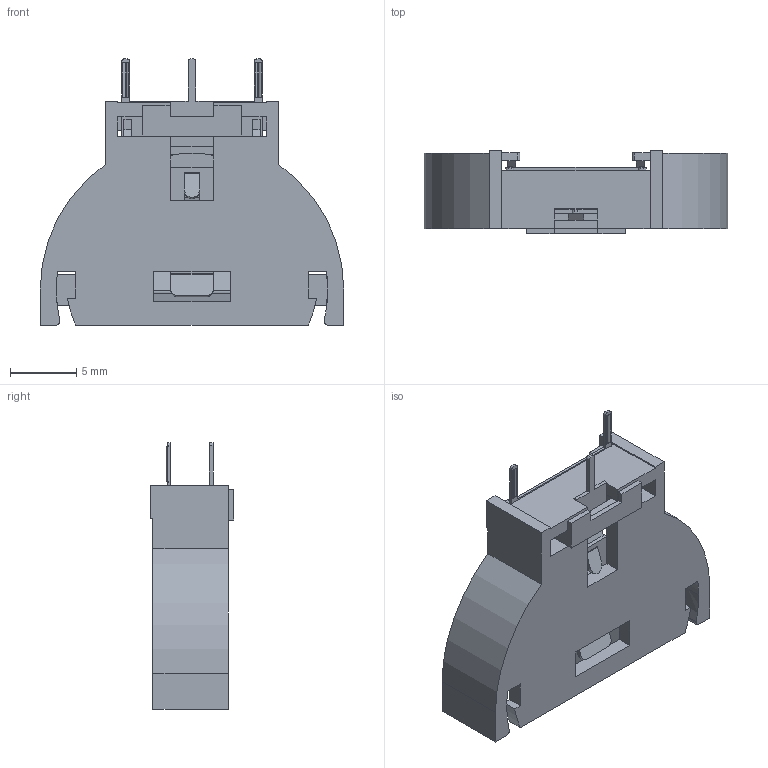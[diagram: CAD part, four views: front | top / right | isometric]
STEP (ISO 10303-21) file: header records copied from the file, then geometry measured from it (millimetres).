
FILE_DESCRIPTION((''),'2;1');
FILE_NAME('S8401-46_ASM','2012-02-13T',('wbourne'),(''),'PRO/ENGINEER BY PARAMETRIC TECHNOLOGY CORPORATION, 2010280','PRO/ENGINEER BY PARAMETRIC TECHNOLOGY CORPORATION, 2010280','');
FILE_SCHEMA(('CONFIG_CONTROL_DESIGN','SHAPE_APPEARANCE_LAYERS_GROUPS'));
Length unit declared in the file: millimetre
Products named in the file (5): S840_HOLDER; S840_HOLDER_INSERT; S840_LOWER_CONTACT; S840_CONTACT; S8401-46_ASM
Assembly tree (4 placements, depth 2):
  S8401-46_ASM
    S840_HOLDER
    S840_HOLDER_INSERT
    S840_LOWER_CONTACT
    S840_CONTACT
Bounding box: 22.9 x 6.3 x 20.1 mm (x, y, z)
Volume: 674 mm3; surface area: 1731.5 mm2
Topology: 7 solids, 7 shells, 317 faces, 815 edges, 506 vertices
Faces by surface type: plane 240, cylinder 71, bspline 6
Entity records: 12286 total; most frequent: CARTESIAN_POINT 1843, ORIENTED_EDGE 1630, DIRECTION 1615, PRESENTATION_STYLE_ASSIGNMENT 823, STYLED_ITEM 822, CURVE_STYLE 815, EDGE_CURVE 815, VECTOR 639
